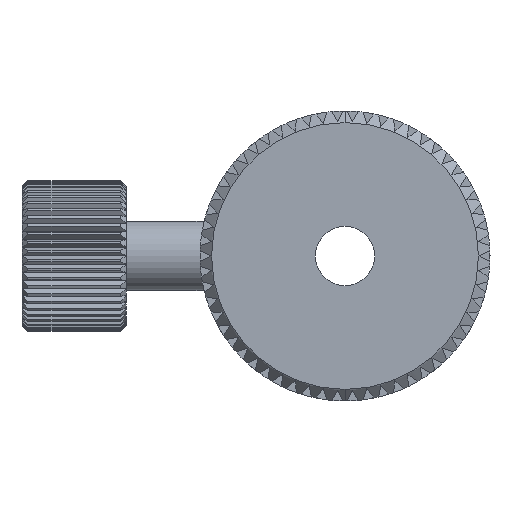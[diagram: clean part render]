
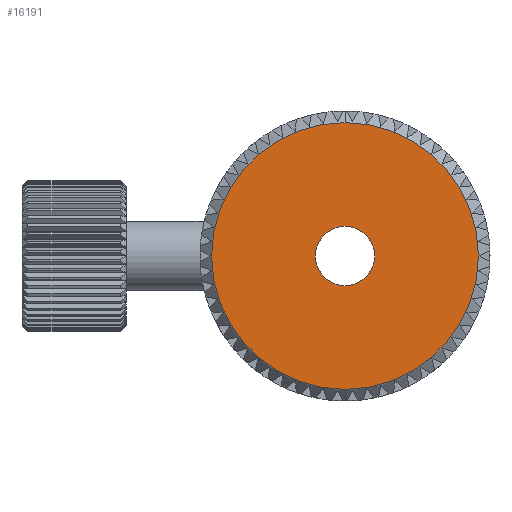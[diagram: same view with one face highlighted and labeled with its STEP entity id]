
A CAD part, front view. The second image highlights one B-rep face of the part: STEP entity #16191.
In plain terms, the highlighted planar face has unit normal (0, -1, 0).
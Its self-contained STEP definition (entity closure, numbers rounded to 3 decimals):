
#21 = CARTESIAN_POINT ( 'NONE',  ( 0., 0., 0. ) ) ;
#52 = CARTESIAN_POINT ( 'NONE',  ( 0., 0., -11.5 ) ) ;
#1496 = FACE_BOUND ( 'NONE', #32771, .T. ) ;
#1554 = CARTESIAN_POINT ( 'NONE',  ( 0., 0., 11.5 ) ) ;
#2006 = DIRECTION ( 'NONE',  ( 0., -1., 0. ) ) ;
#2074 = AXIS2_PLACEMENT_3D ( 'NONE', #17635, #2006, #17851 ) ;
#3593 = VERTEX_POINT ( 'NONE', #3736 ) ;
#3736 = CARTESIAN_POINT ( 'NONE',  ( 0., 0., -2.553 ) ) ;
#4330 = DIRECTION ( 'NONE',  ( 0., 0., 1. ) ) ;
#5976 = CIRCLE ( 'NONE', #2074, 11.5 ) ;
#6636 = CIRCLE ( 'NONE', #30565, 11.5 ) ;
#8412 = FACE_OUTER_BOUND ( 'NONE', #29559, .T. ) ;
#9323 = DIRECTION ( 'NONE',  ( 0., -1., 0. ) ) ;
#10477 = EDGE_CURVE ( 'NONE', #3593, #13896, #29055, .T. ) ;
#12412 = AXIS2_PLACEMENT_3D ( 'NONE', #25081, #12501, #17669 ) ;
#12501 = DIRECTION ( 'NONE',  ( 0., -1., 0. ) ) ;
#12628 = EDGE_CURVE ( 'NONE', #13896, #3593, #32608, .T. ) ;
#13349 = ORIENTED_EDGE ( 'NONE', *, *, #33017, .T. ) ;
#13896 = VERTEX_POINT ( 'NONE', #25724 ) ;
#14808 = EDGE_CURVE ( 'NONE', #31071, #20777, #5976, .T. ) ;
#16191 = ADVANCED_FACE ( 'NONE', ( #1496, #8412 ), #33061, .F. ) ;
#17635 = CARTESIAN_POINT ( 'NONE',  ( 0., 0., 0. ) ) ;
#17669 = DIRECTION ( 'NONE',  ( 0., 0., -1. ) ) ;
#17851 = DIRECTION ( 'NONE',  ( 0., 0., 1. ) ) ;
#17931 = AXIS2_PLACEMENT_3D ( 'NONE', #21, #26128, #28746 ) ;
#19140 = ORIENTED_EDGE ( 'NONE', *, *, #12628, .F. ) ;
#20777 = VERTEX_POINT ( 'NONE', #52 ) ;
#21776 = AXIS2_PLACEMENT_3D ( 'NONE', #25217, #27738, #4330 ) ;
#24957 = CARTESIAN_POINT ( 'NONE',  ( 0., 0., 0. ) ) ;
#25081 = CARTESIAN_POINT ( 'NONE',  ( 0., 0., 0. ) ) ;
#25217 = CARTESIAN_POINT ( 'NONE',  ( 0., 0., 0. ) ) ;
#25724 = CARTESIAN_POINT ( 'NONE',  ( 0., 0., 2.553 ) ) ;
#25887 = ORIENTED_EDGE ( 'NONE', *, *, #14808, .T. ) ;
#26128 = DIRECTION ( 'NONE',  ( 0., -1., 0. ) ) ;
#27738 = DIRECTION ( 'NONE',  ( 0., 1., 0. ) ) ;
#28730 = ORIENTED_EDGE ( 'NONE', *, *, #10477, .F. ) ;
#28746 = DIRECTION ( 'NONE',  ( 0., 0., -1. ) ) ;
#29055 = CIRCLE ( 'NONE', #12412, 2.553 ) ;
#29559 = EDGE_LOOP ( 'NONE', ( #25887, #13349 ) ) ;
#29985 = DIRECTION ( 'NONE',  ( 0., 0., 1. ) ) ;
#30565 = AXIS2_PLACEMENT_3D ( 'NONE', #24957, #9323, #29985 ) ;
#31071 = VERTEX_POINT ( 'NONE', #1554 ) ;
#32608 = CIRCLE ( 'NONE', #17931, 2.553 ) ;
#32771 = EDGE_LOOP ( 'NONE', ( #28730, #19140 ) ) ;
#33017 = EDGE_CURVE ( 'NONE', #20777, #31071, #6636, .T. ) ;
#33061 = PLANE ( 'NONE',  #21776 ) ;
